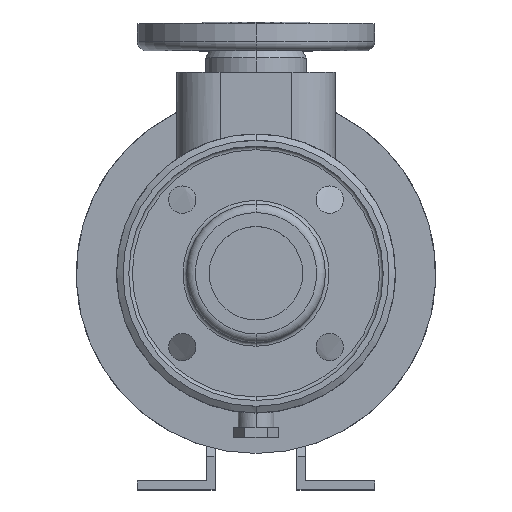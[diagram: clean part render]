
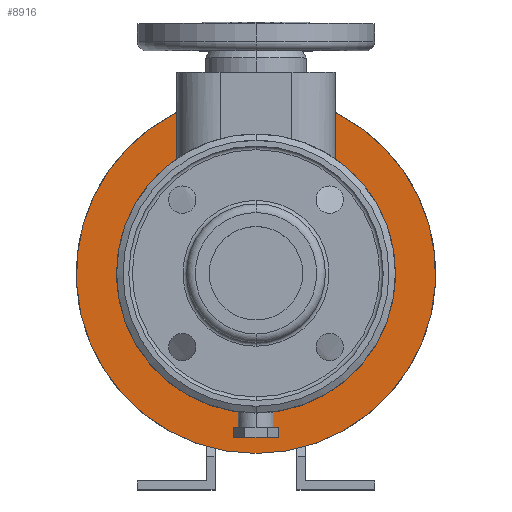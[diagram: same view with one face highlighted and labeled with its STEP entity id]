
A CAD part, top view. The second image highlights one B-rep face of the part: STEP entity #8916.
In plain terms, the highlighted planar face has unit normal (0, 0, 1).
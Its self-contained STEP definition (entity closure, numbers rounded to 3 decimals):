
#61 = VERTEX_POINT ( 'NONE', #6770 ) ;
#73 = DIRECTION ( 'NONE',  ( 0., 0., 1. ) ) ;
#589 = ORIENTED_EDGE ( 'NONE', *, *, #686, .T. ) ;
#686 = EDGE_CURVE ( 'NONE', #9692, #2137, #3956, .T. ) ;
#1107 = PLANE ( 'NONE',  #6141 ) ;
#1229 = DIRECTION ( 'NONE',  ( 0., 0., 1. ) ) ;
#1354 = LINE ( 'NONE', #2747, #11824 ) ;
#1439 = ORIENTED_EDGE ( 'NONE', *, *, #2915, .F. ) ;
#1507 = VERTEX_POINT ( 'NONE', #12040 ) ;
#2106 = CIRCLE ( 'NONE', #7074, 125. ) ;
#2137 = VERTEX_POINT ( 'NONE', #9081 ) ;
#2242 = CARTESIAN_POINT ( 'NONE',  ( 0., -125., -43. ) ) ;
#2277 = CARTESIAN_POINT ( 'NONE',  ( 0., 97., -43. ) ) ;
#2612 = ORIENTED_EDGE ( 'NONE', *, *, #7094, .T. ) ;
#2617 = DIRECTION ( 'NONE',  ( 0., -1., 0. ) ) ;
#2644 = EDGE_CURVE ( 'NONE', #61, #1507, #1354, .T. ) ;
#2747 = CARTESIAN_POINT ( 'NONE',  ( 55., -125.002, -43. ) ) ;
#2804 = VERTEX_POINT ( 'NONE', #2242 ) ;
#2915 = EDGE_CURVE ( 'NONE', #8609, #61, #5033, .T. ) ;
#3461 = DIRECTION ( 'NONE',  ( 0., -1., 0. ) ) ;
#3844 = ORIENTED_EDGE ( 'NONE', *, *, #5289, .F. ) ;
#3911 = CIRCLE ( 'NONE', #7877, 125. ) ;
#3956 = LINE ( 'NONE', #10548, #7165 ) ;
#4863 = EDGE_CURVE ( 'NONE', #2137, #2804, #3911, .T. ) ;
#5033 = CIRCLE ( 'NONE', #9225, 97. ) ;
#5289 = EDGE_CURVE ( 'NONE', #9692, #8609, #12340, .T. ) ;
#5517 = DIRECTION ( 'NONE',  ( 0., 0., -1. ) ) ;
#5590 = DIRECTION ( 'NONE',  ( 0., 1., 0. ) ) ;
#6014 = AXIS2_PLACEMENT_3D ( 'NONE', #9146, #1229, #2617 ) ;
#6141 = AXIS2_PLACEMENT_3D ( 'NONE', #2277, #5517, #5590 ) ;
#6412 = DIRECTION ( 'NONE',  ( 0., -1., 0. ) ) ;
#6770 = CARTESIAN_POINT ( 'NONE',  ( 55., 79.9, -43. ) ) ;
#7074 = AXIS2_PLACEMENT_3D ( 'NONE', #8607, #7365, #6412 ) ;
#7094 = EDGE_CURVE ( 'NONE', #2804, #1507, #2106, .T. ) ;
#7165 = VECTOR ( 'NONE', #7402, 1000. ) ;
#7365 = DIRECTION ( 'NONE',  ( 0., 0., 1. ) ) ;
#7402 = DIRECTION ( 'NONE',  ( 0., 1., 0. ) ) ;
#7641 = FACE_OUTER_BOUND ( 'NONE', #11397, .T. ) ;
#7877 = AXIS2_PLACEMENT_3D ( 'NONE', #9102, #73, #3461 ) ;
#8607 = CARTESIAN_POINT ( 'NONE',  ( 0., 0., -43. ) ) ;
#8609 = VERTEX_POINT ( 'NONE', #11254 ) ;
#8916 = ADVANCED_FACE ( 'NONE', ( #7641 ), #1107, .F. ) ;
#9081 = CARTESIAN_POINT ( 'NONE',  ( -55., 112.25, -43. ) ) ;
#9102 = CARTESIAN_POINT ( 'NONE',  ( 0., 0., -43. ) ) ;
#9146 = CARTESIAN_POINT ( 'NONE',  ( 0., 0., -43. ) ) ;
#9225 = AXIS2_PLACEMENT_3D ( 'NONE', #13759, #11549, #12434 ) ;
#9419 = DIRECTION ( 'NONE',  ( 0., 1., 0. ) ) ;
#9692 = VERTEX_POINT ( 'NONE', #14353 ) ;
#10548 = CARTESIAN_POINT ( 'NONE',  ( -55., -125.002, -43. ) ) ;
#10962 = ORIENTED_EDGE ( 'NONE', *, *, #2644, .F. ) ;
#11027 = ORIENTED_EDGE ( 'NONE', *, *, #4863, .T. ) ;
#11254 = CARTESIAN_POINT ( 'NONE',  ( 0., -97., -43. ) ) ;
#11397 = EDGE_LOOP ( 'NONE', ( #10962, #1439, #3844, #589, #11027, #2612 ) ) ;
#11549 = DIRECTION ( 'NONE',  ( 0., 0., 1. ) ) ;
#11824 = VECTOR ( 'NONE', #9419, 1000. ) ;
#12040 = CARTESIAN_POINT ( 'NONE',  ( 55., 112.25, -43. ) ) ;
#12340 = CIRCLE ( 'NONE', #6014, 97. ) ;
#12434 = DIRECTION ( 'NONE',  ( 0., -1., 0. ) ) ;
#13759 = CARTESIAN_POINT ( 'NONE',  ( 0., 0., -43. ) ) ;
#14353 = CARTESIAN_POINT ( 'NONE',  ( -55., 79.9, -43. ) ) ;
